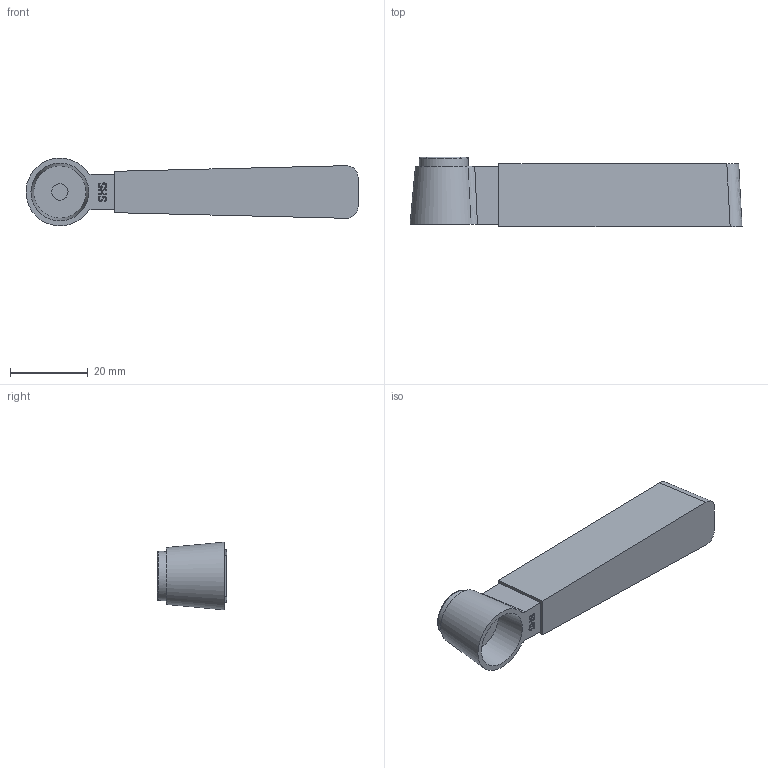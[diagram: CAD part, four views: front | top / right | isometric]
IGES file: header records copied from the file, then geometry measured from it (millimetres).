
Global section: file name: V659-M; native system: Autodesk Inventor 2018; preprocessor: unknown; author: adaniels; date: 20171205.142353; units: millimetre
Bounding box: 85.65 x 17.85 x 17.47 mm (x, y, z)
Volume: 12907.6 mm3; surface area: 7967.7 mm2
Topology: 6 solids, 6 shells, 150 faces, 401 edges, 273 vertices
Faces by surface type: bspline 150
